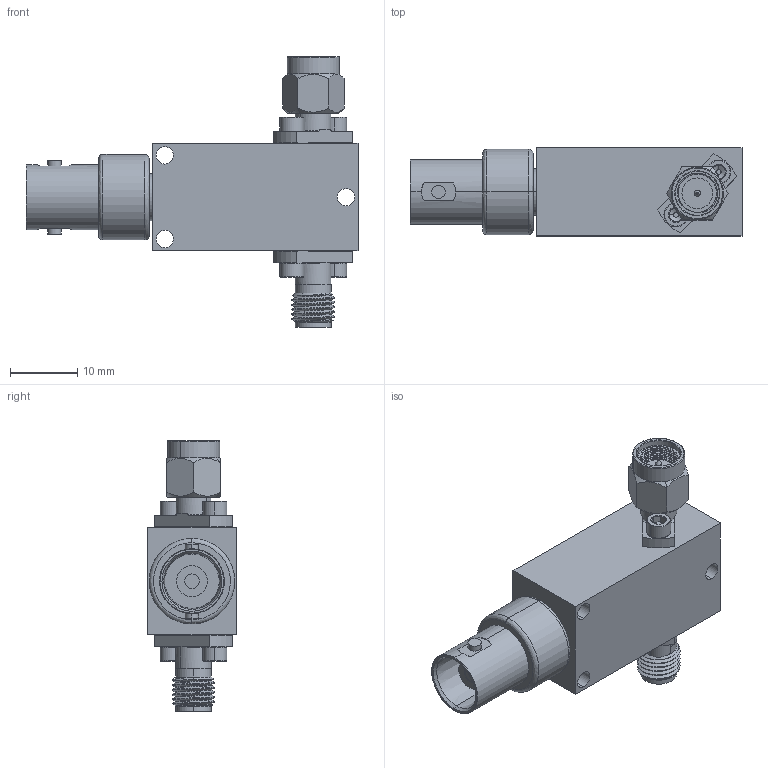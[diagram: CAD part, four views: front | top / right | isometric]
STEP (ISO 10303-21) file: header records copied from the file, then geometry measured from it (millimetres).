
FILE_DESCRIPTION (( 'STEP AP214' ), '1' );
FILE_NAME ('FMBT1642_3D.step', '2025-05-19T11:37:15', ( '' ), ( '' ), 'SwSTEP 2.0', 'SolidWorks 2022', '' );
FILE_SCHEMA (( 'AUTOMOTIVE_DESIGN' ));
Length unit declared in the file: inch
Products named in the file (9): BNC-FEMALE_103-2270-02; 120-0046_2; 2.92 MALE; 010-101X_010-1012-00; 2.92 FEMALE; FMBT1642_3D; SMA FEMALE 2-HOLE 103-4112; 120-0038; SMA MALE 2-HOLE 103-4111
Assembly tree (11 placements, depth 2):
  FMBT1642_3D
    120-0038
    120-0046_2
    BNC-FEMALE_103-2270-02
    SMA FEMALE 2-HOLE 103-4112
    SMA MALE 2-HOLE 103-4111
    010-101X_010-1012-00  x4
    2.92 MALE
    2.92 FEMALE
Bounding box: 49.33 x 13.08 x 40.18 mm (x, y, z)
Volume: 8407.4 mm3; surface area: 6184.3 mm2
Topology: 11 solids, 11 shells, 727 faces, 1616 edges, 938 vertices
Faces by surface type: cylinder 317, cone 249, plane 134, bspline 25, torus 2
Entity records: 14939 total; most frequent: CARTESIAN_POINT 6479, ORIENTED_EDGE 1746, DIRECTION 1620, EDGE_CURVE 873, AXIS2_PLACEMENT_3D 635, VERTEX_POINT 542, EDGE_LOOP 407, FACE_OUTER_BOUND 370
